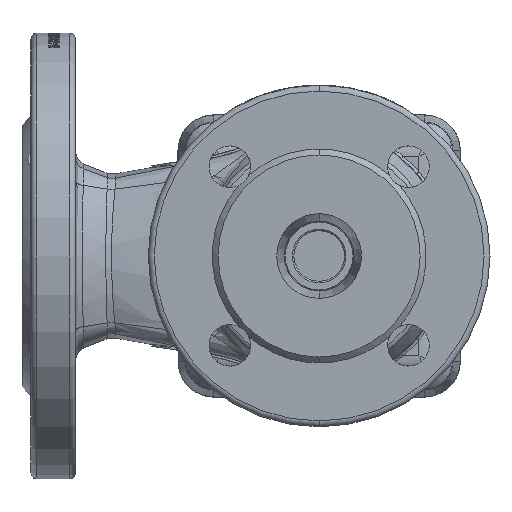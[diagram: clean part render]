
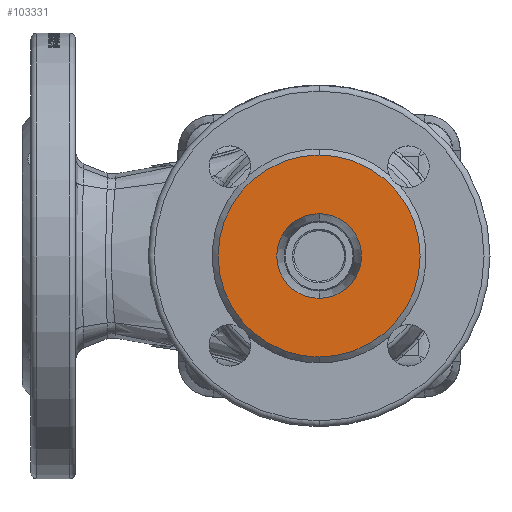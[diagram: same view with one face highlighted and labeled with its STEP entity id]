
A CAD part, front view. The second image highlights one B-rep face of the part: STEP entity #103331.
In plain terms, the highlighted planar face has unit normal (0, -1, 0).
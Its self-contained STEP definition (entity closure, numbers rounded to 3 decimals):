
#36 = CARTESIAN_POINT ( 'NONE',  ( 0., -105., 0. ) ) ;
#1641 = ORIENTED_EDGE ( 'NONE', *, *, #111796, .T. ) ;
#4999 = ORIENTED_EDGE ( 'NONE', *, *, #63590, .T. ) ;
#6079 = DIRECTION ( 'NONE',  ( 0., 0., 1. ) ) ;
#6558 = CARTESIAN_POINT ( 'NONE',  ( 0., -105., 0. ) ) ;
#7799 = AXIS2_PLACEMENT_3D ( 'NONE', #97667, #41443, #117657 ) ;
#10956 = AXIS2_PLACEMENT_3D ( 'NONE', #103396, #37576, #71932 ) ;
#14983 = FACE_OUTER_BOUND ( 'NONE', #92836, .T. ) ;
#16451 = VERTEX_POINT ( 'NONE', #32503 ) ;
#19793 = AXIS2_PLACEMENT_3D ( 'NONE', #123400, #57720, #133939 ) ;
#21968 = DIRECTION ( 'NONE',  ( 0., 0., -1. ) ) ;
#23576 = CARTESIAN_POINT ( 'NONE',  ( 0., -105., -14.25 ) ) ;
#28957 = DIRECTION ( 'NONE',  ( 0., 1., 0. ) ) ;
#32503 = CARTESIAN_POINT ( 'NONE',  ( 0., -105., -34. ) ) ;
#32745 = VERTEX_POINT ( 'NONE', #44432 ) ;
#37576 = DIRECTION ( 'NONE',  ( 0., 1., 0. ) ) ;
#41443 = DIRECTION ( 'NONE',  ( 0., 1., 0. ) ) ;
#43305 = VERTEX_POINT ( 'NONE', #23576 ) ;
#43501 = PLANE ( 'NONE',  #68266 ) ;
#44432 = CARTESIAN_POINT ( 'NONE',  ( 0., -105., 34. ) ) ;
#53075 = DIRECTION ( 'NONE',  ( 0., -1., 0. ) ) ;
#56817 = CIRCLE ( 'NONE', #19793, 14.25 ) ;
#57720 = DIRECTION ( 'NONE',  ( 0., 1., 0. ) ) ;
#62895 = AXIS2_PLACEMENT_3D ( 'NONE', #6558, #28957, #6079 ) ;
#63590 = EDGE_CURVE ( 'NONE', #105345, #43305, #56817, .T. ) ;
#64540 = EDGE_CURVE ( 'NONE', #16451, #32745, #92143, .T. ) ;
#68266 = AXIS2_PLACEMENT_3D ( 'NONE', #36, #53075, #21968 ) ;
#71932 = DIRECTION ( 'NONE',  ( 0., 0., 1. ) ) ;
#84104 = EDGE_CURVE ( 'NONE', #32745, #16451, #95532, .T. ) ;
#92143 = CIRCLE ( 'NONE', #62895, 34. ) ;
#92836 = EDGE_LOOP ( 'NONE', ( #122243, #107496 ) ) ;
#94587 = EDGE_LOOP ( 'NONE', ( #4999, #1641 ) ) ;
#95532 = CIRCLE ( 'NONE', #10956, 34. ) ;
#97667 = CARTESIAN_POINT ( 'NONE',  ( 0., -105., 0. ) ) ;
#103331 = ADVANCED_FACE ( 'NONE', ( #131002, #14983 ), #43501, .T. ) ;
#103396 = CARTESIAN_POINT ( 'NONE',  ( 0., -105., 0. ) ) ;
#105345 = VERTEX_POINT ( 'NONE', #122653 ) ;
#107496 = ORIENTED_EDGE ( 'NONE', *, *, #64540, .F. ) ;
#111796 = EDGE_CURVE ( 'NONE', #43305, #105345, #112089, .T. ) ;
#112089 = CIRCLE ( 'NONE', #7799, 14.25 ) ;
#117657 = DIRECTION ( 'NONE',  ( 0., 0., 1. ) ) ;
#122243 = ORIENTED_EDGE ( 'NONE', *, *, #84104, .F. ) ;
#122653 = CARTESIAN_POINT ( 'NONE',  ( 0., -105., 14.25 ) ) ;
#123400 = CARTESIAN_POINT ( 'NONE',  ( 0., -105., 0. ) ) ;
#131002 = FACE_BOUND ( 'NONE', #94587, .T. ) ;
#133939 = DIRECTION ( 'NONE',  ( 0., 0., 1. ) ) ;
